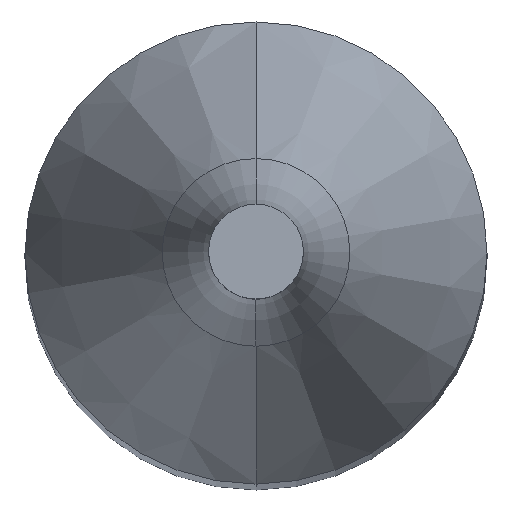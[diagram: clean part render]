
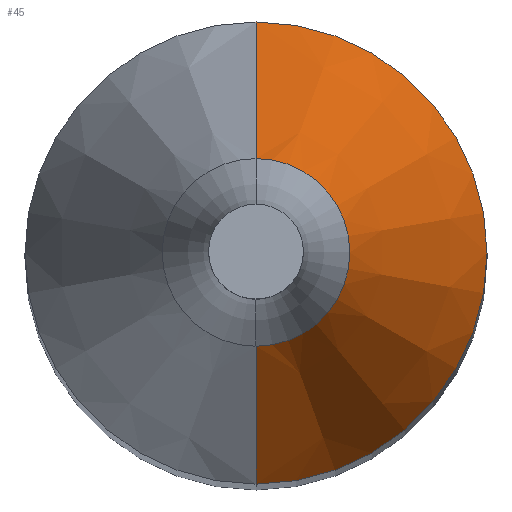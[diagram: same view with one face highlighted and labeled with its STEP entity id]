
A CAD part, top view. The second image highlights one B-rep face of the part: STEP entity #45.
In plain terms, the highlighted conical face has half-angle 20 degrees and reference radius 4.218 mm.
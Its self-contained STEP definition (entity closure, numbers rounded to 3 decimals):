
#37=CONICAL_SURFACE('',#220,4.218,20.);
#45=ADVANCED_FACE('',(#61),#37,.T.);
#61=FACE_OUTER_BOUND('',#73,.T.);
#73=EDGE_LOOP('',(#105,#106,#107,#108));
#87=CIRCLE('',#217,2.436);
#88=CIRCLE('',#219,6.);
#105=ORIENTED_EDGE('',*,*,#160,.T.);
#106=ORIENTED_EDGE('',*,*,#161,.T.);
#107=ORIENTED_EDGE('',*,*,#162,.F.);
#108=ORIENTED_EDGE('',*,*,#159,.F.);
#145=VERTEX_POINT('',#318);
#146=VERTEX_POINT('',#320);
#147=VERTEX_POINT('',#324);
#148=VERTEX_POINT('',#326);
#159=EDGE_CURVE('',#146,#145,#87,.T.);
#160=EDGE_CURVE('',#146,#147,#177,.T.);
#161=EDGE_CURVE('',#147,#148,#88,.T.);
#162=EDGE_CURVE('',#145,#148,#178,.T.);
#177=LINE('',#323,#185);
#178=LINE('',#327,#186);
#185=VECTOR('',#260,1.);
#186=VECTOR('',#263,1.);
#217=AXIS2_PLACEMENT_3D('',#321,#256,#257);
#219=AXIS2_PLACEMENT_3D('',#325,#261,#262);
#220=AXIS2_PLACEMENT_3D('',#328,#264,#265);
#256=DIRECTION('',(0.,0.,1.));
#257=DIRECTION('',(0.,-1.,0.));
#260=DIRECTION('',(0.,-0.342,-0.94));
#261=DIRECTION('',(0.,0.,1.));
#262=DIRECTION('',(0.,-1.,0.));
#263=DIRECTION('',(0.,0.342,-0.94));
#264=DIRECTION('',(0.,0.,-1.));
#265=DIRECTION('',(0.,1.,0.));
#318=CARTESIAN_POINT('',(0.,2.436,-11.314));
#320=CARTESIAN_POINT('',(0.,-2.436,-11.314));
#321=CARTESIAN_POINT('',(0.,0.,-11.314));
#323=CARTESIAN_POINT('',(0.,-2.436,-11.314));
#324=CARTESIAN_POINT('',(0.,-6.,-21.105));
#325=CARTESIAN_POINT('',(0.,0.,-21.105));
#326=CARTESIAN_POINT('',(0.,6.,-21.105));
#327=CARTESIAN_POINT('',(0.,2.436,-11.314));
#328=CARTESIAN_POINT('',(0.,0.,-16.21));
